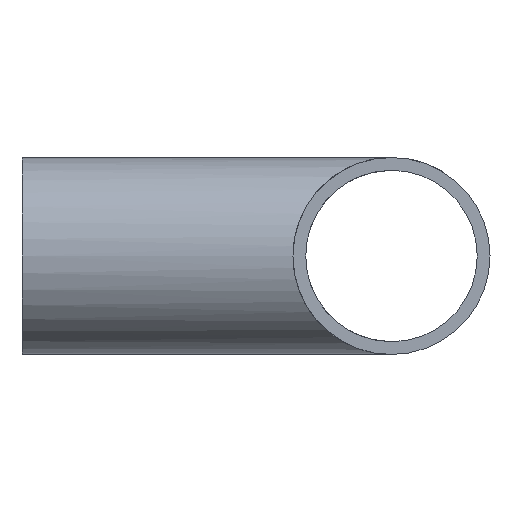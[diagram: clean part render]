
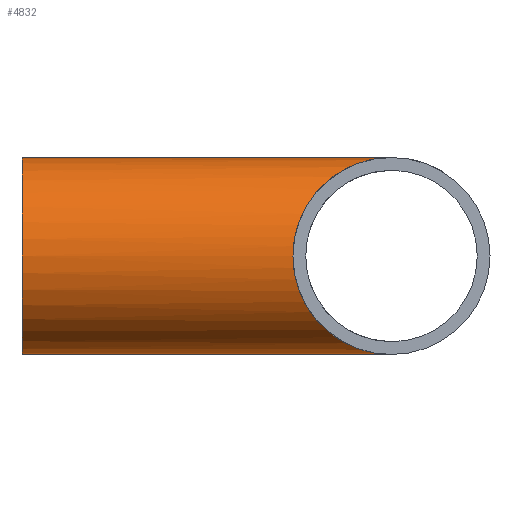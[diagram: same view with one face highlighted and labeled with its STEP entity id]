
A CAD part, left-side view. The second image highlights one B-rep face of the part: STEP entity #4832.
In plain terms, the highlighted cylindrical face has radius 12.7 mm (diameter 25.4 mm), a full revolution.
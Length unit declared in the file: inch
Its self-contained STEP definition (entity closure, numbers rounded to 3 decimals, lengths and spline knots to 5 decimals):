
#45=ELLIPSE('',#5096,0.70711,0.5);
#46=ELLIPSE('',#5097,0.70711,0.5);
#78=FACE_BOUND('',#879,.T.);
#585=FACE_OUTER_BOUND('',#878,.T.);
#878=EDGE_LOOP('',(#4503,#4504));
#879=EDGE_LOOP('',(#4505));
#1905=CIRCLE('',#5110,0.5);
#2378=VERTEX_POINT('',#10447);
#2379=VERTEX_POINT('',#10448);
#2383=VERTEX_POINT('',#10466);
#3090=EDGE_CURVE('',#2378,#2379,#45,.T.);
#3091=EDGE_CURVE('',#2379,#2378,#46,.T.);
#3095=EDGE_CURVE('',#2383,#2383,#1905,.T.);
#4503=ORIENTED_EDGE('',*,*,#3091,.F.);
#4504=ORIENTED_EDGE('',*,*,#3090,.F.);
#4505=ORIENTED_EDGE('',*,*,#3095,.F.);
#4549=CYLINDRICAL_SURFACE('',#5109,0.5);
#4832=ADVANCED_FACE('',(#585,#78),#4549,.T.);
#5096=AXIS2_PLACEMENT_3D('',#10449,#5972,#5973);
#5097=AXIS2_PLACEMENT_3D('',#10450,#5974,#5975);
#5109=AXIS2_PLACEMENT_3D('',#10465,#5998,#5999);
#5110=AXIS2_PLACEMENT_3D('',#10467,#6000,#6001);
#5972=DIRECTION('center_axis',(0.707,-0.707,0.));
#5973=DIRECTION('ref_axis',(-0.707,-0.707,0.));
#5974=DIRECTION('center_axis',(-0.707,-0.707,0.));
#5975=DIRECTION('ref_axis',(-0.707,0.707,0.));
#5998=DIRECTION('center_axis',(0.,1.,0.));
#5999=DIRECTION('ref_axis',(-1.,0.,0.));
#6000=DIRECTION('center_axis',(0.,1.,0.));
#6001=DIRECTION('ref_axis',(1.,0.,0.));
#10447=CARTESIAN_POINT('',(0.,0.,
-0.5));
#10448=CARTESIAN_POINT('',(0.,0.,
0.5));
#10449=CARTESIAN_POINT('Origin',(0.,0.,
0.));
#10450=CARTESIAN_POINT('Origin',(0.,0.,
0.));
#10465=CARTESIAN_POINT('Origin',(0.,0.9375,0.));
#10466=CARTESIAN_POINT('',(-0.5,1.875,0.));
#10467=CARTESIAN_POINT('Origin',(0.,1.875,0.));
